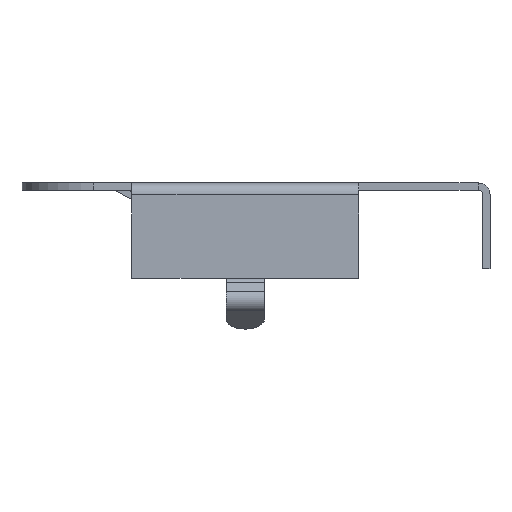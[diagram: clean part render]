
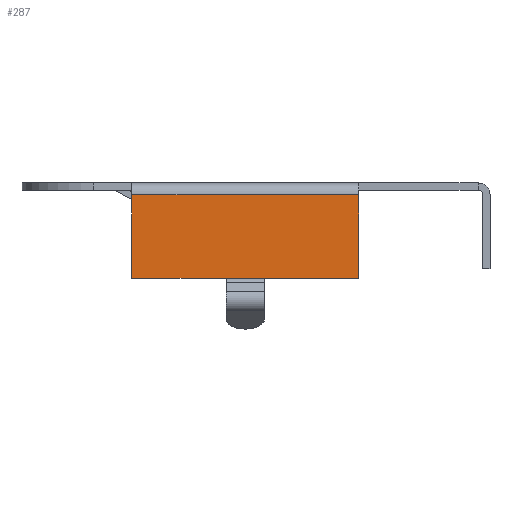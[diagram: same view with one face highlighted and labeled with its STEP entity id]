
A CAD part, front view. The second image highlights one B-rep face of the part: STEP entity #287.
In plain terms, the highlighted planar face has unit normal (0, -1, 0).
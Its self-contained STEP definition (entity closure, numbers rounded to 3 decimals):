
#287 = ADVANCED_FACE( '', ( #592 ), #593, .T. );
#592 = FACE_OUTER_BOUND( '', #907, .T. );
#593 = PLANE( '', #908 );
#907 = EDGE_LOOP( '', ( #1726, #1727, #1728, #1729, #1730, #1731 ) );
#908 = AXIS2_PLACEMENT_3D( '', #1732, #1733, #1734 );
#1726 = ORIENTED_EDGE( '', *, *, #2017, .T. );
#1727 = ORIENTED_EDGE( '', *, *, #2116, .T. );
#1728 = ORIENTED_EDGE( '', *, *, #2242, .T. );
#1729 = ORIENTED_EDGE( '', *, *, #1914, .T. );
#1730 = ORIENTED_EDGE( '', *, *, #2049, .T. );
#1731 = ORIENTED_EDGE( '', *, *, #2042, .T. );
#1732 = CARTESIAN_POINT( '', ( 4.75, -10.6, 3.735 ) );
#1733 = DIRECTION( '', ( 0., -1., 0. ) );
#1734 = DIRECTION( '', ( 0., 0., -1. ) );
#1914 = EDGE_CURVE( '', #2289, #2290, #2291, .T. );
#2017 = EDGE_CURVE( '', #2457, #2465, #2467, .T. );
#2042 = EDGE_CURVE( '', #2505, #2457, #2506, .T. );
#2049 = EDGE_CURVE( '', #2290, #2505, #2515, .T. );
#2116 = EDGE_CURVE( '', #2465, #2616, #2618, .T. );
#2242 = EDGE_CURVE( '', #2616, #2289, #2775, .T. );
#2289 = VERTEX_POINT( '', #2831 );
#2290 = VERTEX_POINT( '', #2832 );
#2291 = LINE( '', #2833, #2834 );
#2457 = VERTEX_POINT( '', #3063 );
#2465 = VERTEX_POINT( '', #3073 );
#2467 = LINE( '', #3076, #3077 );
#2505 = VERTEX_POINT( '', #3127 );
#2506 = LINE( '', #3128, #3129 );
#2515 = LINE( '', #3141, #3142 );
#2616 = VERTEX_POINT( '', #3285 );
#2618 = LINE( '', #3288, #3289 );
#2775 = LINE( '', #3508, #3509 );
#2831 = CARTESIAN_POINT( '', ( 0.8, -10.6, 0. ) );
#2832 = CARTESIAN_POINT( '', ( 4.75, -10.6, 0. ) );
#2833 = CARTESIAN_POINT( '', ( -9.35, -10.6, 0. ) );
#2834 = VECTOR( '', #3554, 1000. );
#3063 = CARTESIAN_POINT( '', ( -4.75, -10.6, 3.5 ) );
#3073 = CARTESIAN_POINT( '', ( -4.75, -10.6, 0. ) );
#3076 = CARTESIAN_POINT( '', ( -4.75, -10.6, 29.148 ) );
#3077 = VECTOR( '', #3682, 1000. );
#3127 = CARTESIAN_POINT( '', ( 4.75, -10.6, 3.5 ) );
#3128 = CARTESIAN_POINT( '', ( 4.75, -10.6, 3.5 ) );
#3129 = VECTOR( '', #3713, 1000. );
#3141 = CARTESIAN_POINT( '', ( 4.75, -10.6, 3.735 ) );
#3142 = VECTOR( '', #3723, 1000. );
#3285 = CARTESIAN_POINT( '', ( -0.8, -10.6, 0. ) );
#3288 = CARTESIAN_POINT( '', ( -9.35, -10.6, 0. ) );
#3289 = VECTOR( '', #3777, 1000. );
#3508 = CARTESIAN_POINT( '', ( -0.8, -10.6, 0. ) );
#3509 = VECTOR( '', #3895, 1000. );
#3554 = DIRECTION( '', ( 1., 0., 0. ) );
#3682 = DIRECTION( '', ( 0., 0., -1. ) );
#3713 = DIRECTION( '', ( -1., 0., 0. ) );
#3723 = DIRECTION( '', ( 0., 0., 1. ) );
#3777 = DIRECTION( '', ( 1., 0., 0. ) );
#3895 = DIRECTION( '', ( 1., 0., 0. ) );
